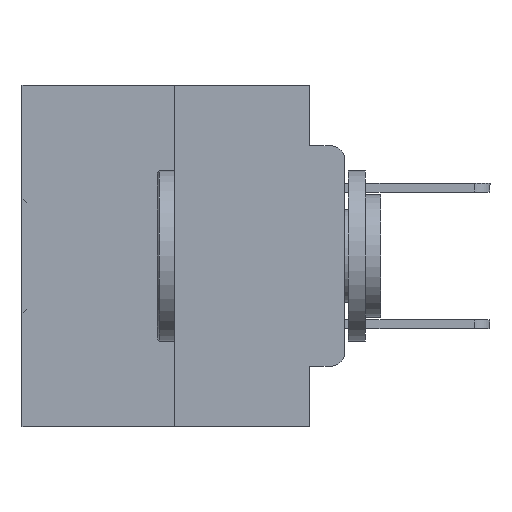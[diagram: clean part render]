
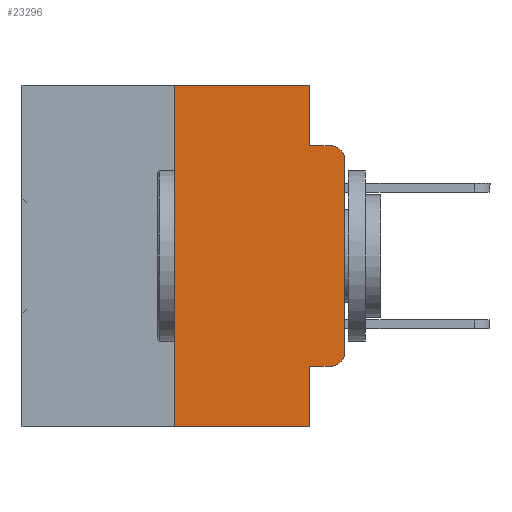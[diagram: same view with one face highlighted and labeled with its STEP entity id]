
A CAD part, left-side view. The second image highlights one B-rep face of the part: STEP entity #23296.
In plain terms, the highlighted planar face has unit normal (-1, 0, 0).
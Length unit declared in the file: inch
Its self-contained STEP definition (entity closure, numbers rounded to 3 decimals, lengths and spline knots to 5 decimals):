
#93 = DIRECTION ( 'NONE',  ( 0., 0., -1. ) ) ;
#166 = CARTESIAN_POINT ( 'NONE',  ( 0., 0.051, -0.0885 ) ) ;
#1621 = CARTESIAN_POINT ( 'NONE',  ( 0., 0.25, -0.5 ) ) ;
#1740 = EDGE_CURVE ( 'NONE', #5751, #10920, #28123, .T. ) ;
#2300 = CARTESIAN_POINT ( 'NONE',  ( 0., 0.051, -0.5 ) ) ;
#2788 = LINE ( 'NONE', #6028, #15819 ) ;
#3066 = CARTESIAN_POINT ( 'NONE',  ( 0., 0.02, -0.4115 ) ) ;
#3134 = CARTESIAN_POINT ( 'NONE',  ( 0., 0.473, -0.5 ) ) ;
#3290 = DIRECTION ( 'NONE',  ( -1., 0., 0. ) ) ;
#3961 = ORIENTED_EDGE ( 'NONE', *, *, #14240, .F. ) ;
#4084 = CARTESIAN_POINT ( 'NONE',  ( 0., 0.25, 0. ) ) ;
#5653 = VECTOR ( 'NONE', #23838, 39.37008 ) ;
#5751 = VERTEX_POINT ( 'NONE', #12139 ) ;
#5756 = DIRECTION ( 'NONE',  ( 1., 0., 0. ) ) ;
#5882 = VERTEX_POINT ( 'NONE', #2300 ) ;
#5946 = CIRCLE ( 'NONE', #16417, 0.02 ) ;
#6028 = CARTESIAN_POINT ( 'NONE',  ( 0., 0.051, -0.0885 ) ) ;
#6219 = LINE ( 'NONE', #13199, #18329 ) ;
#6895 = CARTESIAN_POINT ( 'NONE',  ( 0., 0.051, -0.4115 ) ) ;
#7023 = EDGE_CURVE ( 'NONE', #10920, #32119, #2788, .T. ) ;
#7982 = DIRECTION ( 'NONE',  ( -1., 0., 0. ) ) ;
#8094 = ORIENTED_EDGE ( 'NONE', *, *, #7023, .F. ) ;
#8305 = ORIENTED_EDGE ( 'NONE', *, *, #31709, .F. ) ;
#8618 = CARTESIAN_POINT ( 'NONE',  ( 0., 0., -0.1085 ) ) ;
#8774 = ORIENTED_EDGE ( 'NONE', *, *, #33378, .F. ) ;
#8777 = EDGE_CURVE ( 'NONE', #22031, #32119, #5946, .T. ) ;
#9312 = ORIENTED_EDGE ( 'NONE', *, *, #8777, .T. ) ;
#10920 = VERTEX_POINT ( 'NONE', #166 ) ;
#11649 = EDGE_LOOP ( 'NONE', ( #19795, #9312, #8094, #21158, #3961, #8774, #19138, #8305, #18794, #12997 ) ) ;
#12139 = CARTESIAN_POINT ( 'NONE',  ( 0., 0.051, 0. ) ) ;
#12230 = LINE ( 'NONE', #30704, #24274 ) ;
#12549 = VERTEX_POINT ( 'NONE', #6895 ) ;
#12997 = ORIENTED_EDGE ( 'NONE', *, *, #23207, .T. ) ;
#13199 = CARTESIAN_POINT ( 'NONE',  ( 0., 0.051, 0. ) ) ;
#13901 = DIRECTION ( 'NONE',  ( 0., -1., 0. ) ) ;
#14240 = EDGE_CURVE ( 'NONE', #19409, #5751, #12230, .T. ) ;
#14262 = VERTEX_POINT ( 'NONE', #18088 ) ;
#14437 = EDGE_CURVE ( 'NONE', #25383, #5882, #25453, .T. ) ;
#14609 = LINE ( 'NONE', #28622, #20560 ) ;
#15720 = EDGE_CURVE ( 'NONE', #14262, #22031, #14609, .T. ) ;
#15819 = VECTOR ( 'NONE', #13901, 39.37008 ) ;
#16417 = AXIS2_PLACEMENT_3D ( 'NONE', #18790, #3290, #21389 ) ;
#16965 = VERTEX_POINT ( 'NONE', #3066 ) ;
#18088 = CARTESIAN_POINT ( 'NONE',  ( 0., 0., -0.3915 ) ) ;
#18227 = CARTESIAN_POINT ( 'NONE',  ( 0., 0.051, -0.4115 ) ) ;
#18329 = VECTOR ( 'NONE', #93, 39.37008 ) ;
#18790 = CARTESIAN_POINT ( 'NONE',  ( 0., 0.02, -0.1085 ) ) ;
#18794 = ORIENTED_EDGE ( 'NONE', *, *, #30040, .T. ) ;
#19138 = ORIENTED_EDGE ( 'NONE', *, *, #14437, .T. ) ;
#19409 = VERTEX_POINT ( 'NONE', #4084 ) ;
#19762 = FACE_OUTER_BOUND ( 'NONE', #11649, .T. ) ;
#19795 = ORIENTED_EDGE ( 'NONE', *, *, #15720, .T. ) ;
#19827 = CARTESIAN_POINT ( 'NONE',  ( 0., 0.02, -0.0885 ) ) ;
#20043 = DIRECTION ( 'NONE',  ( 0., 0., -1. ) ) ;
#20090 = VECTOR ( 'NONE', #23305, 39.37008 ) ;
#20476 = VECTOR ( 'NONE', #20043, 39.37008 ) ;
#20540 = DIRECTION ( 'NONE',  ( 0., -1., 0. ) ) ;
#20560 = VECTOR ( 'NONE', #31134, 39.37008 ) ;
#20789 = DIRECTION ( 'NONE',  ( 0., -1., 0. ) ) ;
#20908 = LINE ( 'NONE', #25907, #20090 ) ;
#21158 = ORIENTED_EDGE ( 'NONE', *, *, #1740, .F. ) ;
#21228 = PLANE ( 'NONE',  #22303 ) ;
#21389 = DIRECTION ( 'NONE',  ( 0., 0., -1. ) ) ;
#22031 = VERTEX_POINT ( 'NONE', #8618 ) ;
#22303 = AXIS2_PLACEMENT_3D ( 'NONE', #23723, #5756, #23845 ) ;
#23207 = EDGE_CURVE ( 'NONE', #16965, #14262, #29798, .T. ) ;
#23296 = ADVANCED_FACE ( 'NONE', ( #19762 ), #21228, .F. ) ;
#23305 = DIRECTION ( 'NONE',  ( 0., 0., 1. ) ) ;
#23395 = CARTESIAN_POINT ( 'NONE',  ( 0., 0.02, -0.3915 ) ) ;
#23723 = CARTESIAN_POINT ( 'NONE',  ( 0., 0.473, 0. ) ) ;
#23838 = DIRECTION ( 'NONE',  ( 0., -1., 0. ) ) ;
#23845 = DIRECTION ( 'NONE',  ( 0., 0., -1. ) ) ;
#24274 = VECTOR ( 'NONE', #20540, 39.37008 ) ;
#24503 = VECTOR ( 'NONE', #20789, 39.37008 ) ;
#25318 = LINE ( 'NONE', #18227, #24503 ) ;
#25340 = CARTESIAN_POINT ( 'NONE',  ( 0., 0.051, 0. ) ) ;
#25383 = VERTEX_POINT ( 'NONE', #1621 ) ;
#25453 = LINE ( 'NONE', #3134, #5653 ) ;
#25907 = CARTESIAN_POINT ( 'NONE',  ( 0., 0.25, 0. ) ) ;
#25991 = DIRECTION ( 'NONE',  ( 0., 0., -1. ) ) ;
#28123 = LINE ( 'NONE', #25340, #20476 ) ;
#28622 = CARTESIAN_POINT ( 'NONE',  ( 0., 0., 0. ) ) ;
#29798 = CIRCLE ( 'NONE', #31469, 0.02 ) ;
#30040 = EDGE_CURVE ( 'NONE', #12549, #16965, #25318, .T. ) ;
#30704 = CARTESIAN_POINT ( 'NONE',  ( 0., 0.473, 0. ) ) ;
#31134 = DIRECTION ( 'NONE',  ( 0., 0., 1. ) ) ;
#31469 = AXIS2_PLACEMENT_3D ( 'NONE', #23395, #7982, #25991 ) ;
#31709 = EDGE_CURVE ( 'NONE', #12549, #5882, #6219, .T. ) ;
#32119 = VERTEX_POINT ( 'NONE', #19827 ) ;
#33378 = EDGE_CURVE ( 'NONE', #25383, #19409, #20908, .T. ) ;
